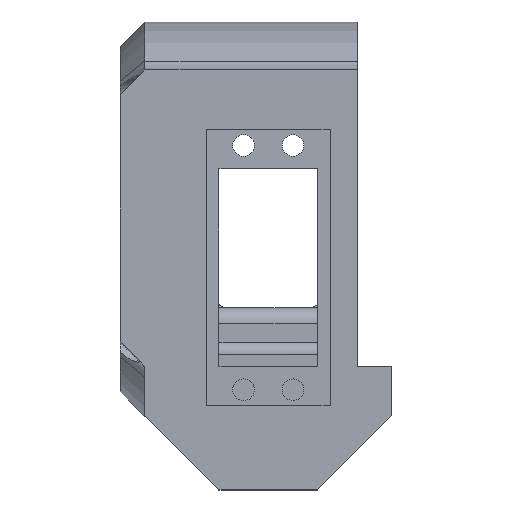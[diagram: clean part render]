
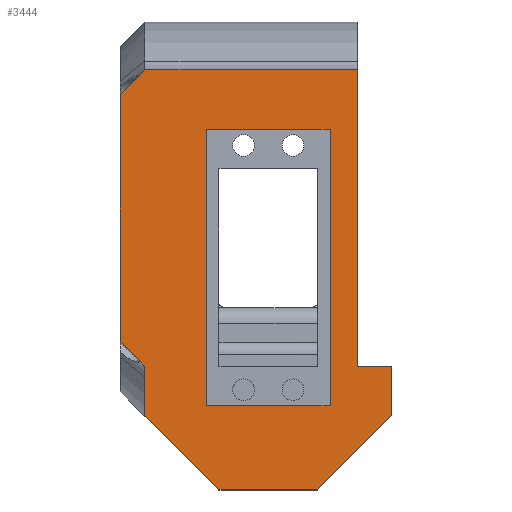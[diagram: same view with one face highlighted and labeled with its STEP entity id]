
A CAD part, top view. The second image highlights one B-rep face of the part: STEP entity #3444.
In plain terms, the highlighted planar face has unit normal (0, 0, 1).
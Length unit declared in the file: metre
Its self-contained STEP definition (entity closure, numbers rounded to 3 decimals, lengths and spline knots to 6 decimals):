
#492=ORIENTED_EDGE('',*,*,#1509,.T.);
#493=ORIENTED_EDGE('',*,*,#1510,.T.);
#494=ORIENTED_EDGE('',*,*,#1511,.T.);
#495=ORIENTED_EDGE('',*,*,#1512,.F.);
#496=ORIENTED_EDGE('',*,*,#1386,.F.);
#497=ORIENTED_EDGE('',*,*,#1513,.F.);
#498=ORIENTED_EDGE('',*,*,#1514,.F.);
#499=ORIENTED_EDGE('',*,*,#1412,.F.);
#500=ORIENTED_EDGE('',*,*,#1515,.F.);
#501=ORIENTED_EDGE('',*,*,#1516,.F.);
#502=ORIENTED_EDGE('',*,*,#1517,.T.);
#503=ORIENTED_EDGE('',*,*,#1498,.F.);
#504=ORIENTED_EDGE('',*,*,#1495,.T.);
#505=ORIENTED_EDGE('',*,*,#1504,.T.);
#506=ORIENTED_EDGE('',*,*,#1501,.F.);
#1386=EDGE_CURVE('',#1895,#1889,#2232,.T.);
#1412=EDGE_CURVE('',#1919,#1920,#2244,.T.);
#1495=EDGE_CURVE('',#2003,#2002,#2273,.T.);
#1498=EDGE_CURVE('',#2003,#2005,#2276,.T.);
#1501=EDGE_CURVE('',#2005,#2007,#2279,.T.);
#1504=EDGE_CURVE('',#2002,#2007,#2282,.T.);
#1509=EDGE_CURVE('',#2012,#2013,#2287,.T.);
#1510=EDGE_CURVE('',#2013,#2014,#2288,.F.);
#1511=EDGE_CURVE('',#2014,#2015,#2289,.T.);
#1512=EDGE_CURVE('',#1889,#2015,#2290,.T.);
#1513=EDGE_CURVE('',#2016,#1895,#2291,.F.);
#1514=EDGE_CURVE('',#1920,#2016,#2292,.F.);
#1515=EDGE_CURVE('',#2017,#1919,#2293,.F.);
#1516=EDGE_CURVE('',#2018,#2017,#2294,.T.);
#1517=EDGE_CURVE('',#2018,#2012,#2295,.T.);
#1889=VERTEX_POINT('',#5204);
#1895=VERTEX_POINT('',#5215);
#1919=VERTEX_POINT('',#5292);
#1920=VERTEX_POINT('',#5294);
#2002=VERTEX_POINT('',#5460);
#2003=VERTEX_POINT('',#5462);
#2005=VERTEX_POINT('',#5468);
#2007=VERTEX_POINT('',#5474);
#2012=VERTEX_POINT('',#5490);
#2013=VERTEX_POINT('',#5491);
#2014=VERTEX_POINT('',#5493);
#2015=VERTEX_POINT('',#5495);
#2016=VERTEX_POINT('',#5498);
#2017=VERTEX_POINT('',#5501);
#2018=VERTEX_POINT('',#5503);
#2232=LINE('',#5216,#2558);
#2244=LINE('',#5293,#2570);
#2273=LINE('',#5461,#2599);
#2276=LINE('',#5467,#2602);
#2279=LINE('',#5473,#2605);
#2282=LINE('',#5478,#2608);
#2287=LINE('',#5489,#2613);
#2288=LINE('',#5492,#2614);
#2289=LINE('',#5494,#2615);
#2290=LINE('',#5496,#2616);
#2291=LINE('',#5497,#2617);
#2292=LINE('',#5499,#2618);
#2293=LINE('',#5500,#2619);
#2294=LINE('',#5502,#2620);
#2295=LINE('',#5504,#2621);
#2558=VECTOR('',#4107,1.);
#2570=VECTOR('',#4153,1.);
#2599=VECTOR('',#4294,1.);
#2602=VECTOR('',#4299,1.);
#2605=VECTOR('',#4304,1.);
#2608=VECTOR('',#4309,1.);
#2613=VECTOR('',#4318,1.);
#2614=VECTOR('',#4319,1.);
#2615=VECTOR('',#4320,1.);
#2616=VECTOR('',#4321,1.);
#2617=VECTOR('',#4322,1.);
#2618=VECTOR('',#4323,1.);
#2619=VECTOR('',#4324,1.);
#2620=VECTOR('',#4325,1.);
#2621=VECTOR('',#4326,1.);
#2870=EDGE_LOOP('',(#492,#493,#494,#495,#496,#497,#498,#499,#500,#501,#502));
#2871=EDGE_LOOP('',(#503,#504,#505,#506));
#3110=FACE_BOUND('',#2870,.T.);
#3111=FACE_BOUND('',#2871,.T.);
#3338=PLANE('',#3735);
#3444=ADVANCED_FACE('',(#3110,#3111),#3338,.T.);
#3735=AXIS2_PLACEMENT_3D('',#5488,#4316,#4317);
#4107=DIRECTION('',(0.,-1.,0.));
#4153=DIRECTION('',(0.,1.,0.));
#4294=DIRECTION('',(1.,0.,0.));
#4299=DIRECTION('',(0.,-1.,0.));
#4304=DIRECTION('',(1.,0.,0.));
#4309=DIRECTION('',(0.,-1.,0.));
#4316=DIRECTION('',(0.,0.,1.));
#4317=DIRECTION('',(1.,0.,0.));
#4318=DIRECTION('',(1.,0.,0.));
#4319=DIRECTION('',(-0.707,-0.707,0.));
#4320=DIRECTION('',(0.,1.,0.));
#4321=DIRECTION('',(1.,0.,0.));
#4322=DIRECTION('',(-1.,0.,0.));
#4323=DIRECTION('',(-0.707,-0.707,0.));
#4324=DIRECTION('',(0.707,-0.707,0.));
#4325=DIRECTION('',(0.,1.,0.));
#4326=DIRECTION('',(0.707,-0.707,0.));
#5204=CARTESIAN_POINT('',(0.018,-0.03,0.14));
#5215=CARTESIAN_POINT('',(0.018,0.03,0.14));
#5216=CARTESIAN_POINT('',(0.018,0.075,0.14));
#5292=CARTESIAN_POINT('',(-0.03,-0.025,0.14));
#5293=CARTESIAN_POINT('',(-0.03,0.03,0.14));
#5294=CARTESIAN_POINT('',(-0.03,0.025,0.14));
#5460=CARTESIAN_POINT('',(0.0125,0.018,0.14));
#5461=CARTESIAN_POINT('',(0.,0.018,0.14));
#5462=CARTESIAN_POINT('',(-0.0125,0.018,0.14));
#5467=CARTESIAN_POINT('',(-0.0125,-0.01,0.14));
#5468=CARTESIAN_POINT('',(-0.0125,-0.038,0.14));
#5473=CARTESIAN_POINT('',(0.,-0.038,0.14));
#5474=CARTESIAN_POINT('',(0.0125,-0.038,0.14));
#5478=CARTESIAN_POINT('',(0.0125,-0.01,0.14));
#5488=CARTESIAN_POINT('',(-0.000304,0.32014,0.14));
#5489=CARTESIAN_POINT('',(0.,-0.055,0.14));
#5490=CARTESIAN_POINT('',(-0.01,-0.055,0.14));
#5491=CARTESIAN_POINT('',(0.01,-0.055,0.14));
#5492=CARTESIAN_POINT('',(0.192418,0.127418,0.14));
#5493=CARTESIAN_POINT('',(0.025,-0.04,0.14));
#5494=CARTESIAN_POINT('',(0.025,-0.055,0.14));
#5495=CARTESIAN_POINT('',(0.025,-0.03,0.14));
#5496=CARTESIAN_POINT('',(0.,-0.03,0.14));
#5497=CARTESIAN_POINT('',(0.03,0.03,0.14));
#5498=CARTESIAN_POINT('',(-0.025,0.03,0.14));
#5499=CARTESIAN_POINT('',(-0.025,0.03,0.14));
#5500=CARTESIAN_POINT('',(-0.0275,-0.0275,0.14));
#5501=CARTESIAN_POINT('',(-0.025,-0.03,0.14));
#5502=CARTESIAN_POINT('',(-0.025,-0.055,0.14));
#5503=CARTESIAN_POINT('',(-0.025,-0.04,0.14));
#5504=CARTESIAN_POINT('',(-0.192722,0.127722,0.14));
